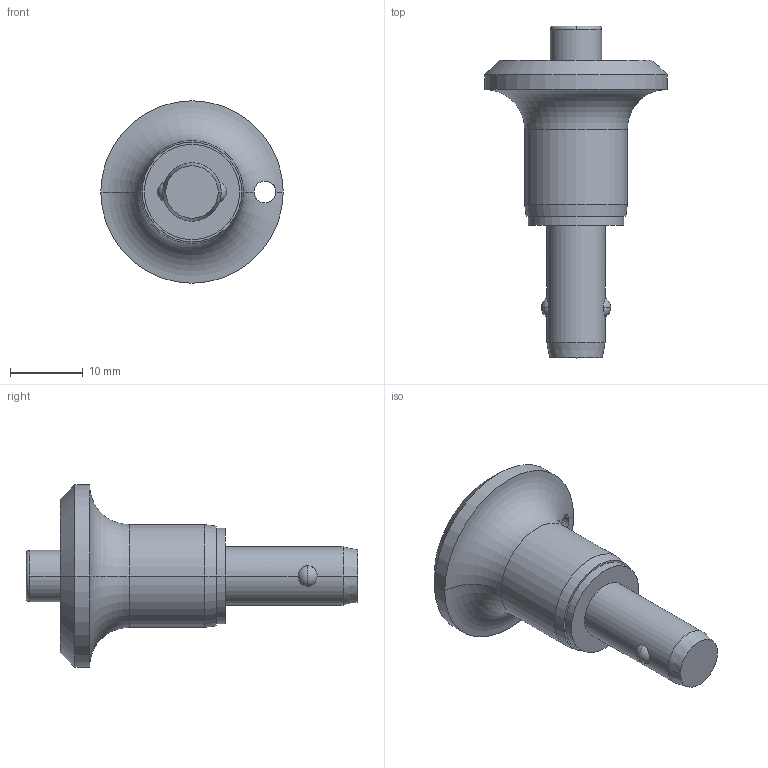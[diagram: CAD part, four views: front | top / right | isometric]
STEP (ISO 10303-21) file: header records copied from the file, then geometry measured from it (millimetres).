
FILE_DESCRIPTION(('STEP AP214'),'1');
FILE_NAME('HALDERN_EH_22350_0232.stp','2017-11-08T12:37:47',('TraceParts'),('TraceParts S.A.'),'Spatial InterOp 3D',' ',' ');
FILE_SCHEMA(('automotive_design'));
Length unit declared in the file: millimetre
Products named in the file (1): HALDERN_EH_22350_0232
Bounding box: 25 x 45.5 x 25 mm (x, y, z)
Volume: 6075.6 mm3; surface area: 2494.1 mm2
Topology: 1 solids, 1 shells, 31 faces, 72 edges, 44 vertices
Faces by surface type: cylinder 12, cone 6, plane 5, torus 4, sphere 4
Entity records: 1334 total; most frequent: CARTESIAN_POINT 340, DIRECTION 164, ORIENTED_EDGE 144, AXIS2_PLACEMENT_3D 72, EDGE_CURVE 72, VERTEX_POINT 44, CIRCLE 40, EDGE_LOOP 34
